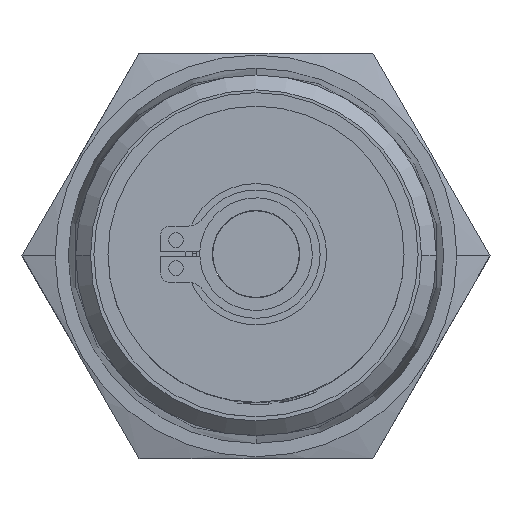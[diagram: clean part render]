
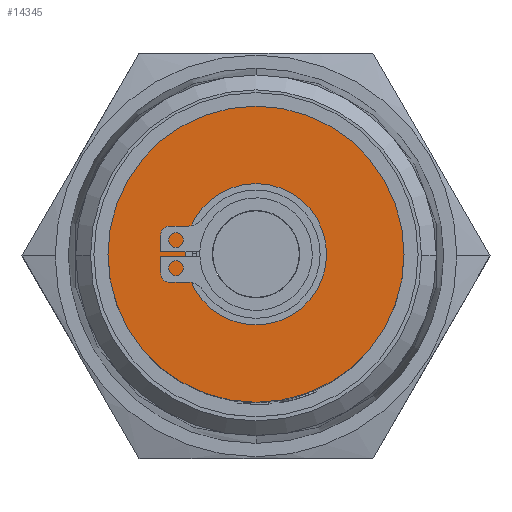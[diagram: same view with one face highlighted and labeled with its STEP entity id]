
A CAD part, top view. The second image highlights one B-rep face of the part: STEP entity #14345.
In plain terms, the highlighted planar face has unit normal (0, 0, 1).
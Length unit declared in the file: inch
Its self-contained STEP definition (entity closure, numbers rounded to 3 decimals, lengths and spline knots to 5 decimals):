
#178 = CARTESIAN_POINT ( 'NONE',  ( 0., -0.196, 2.5875 ) ) ;
#415 = AXIS2_PLACEMENT_3D ( 'NONE', #6566, #4118, #16071 ) ;
#510 = EDGE_CURVE ( 'NONE', #16423, #13140, #8254, .T. ) ;
#675 = CARTESIAN_POINT ( 'NONE',  ( 0., 0., 2.5875 ) ) ;
#907 = CARTESIAN_POINT ( 'NONE',  ( 0., 0., 2.5875 ) ) ;
#1138 = CARTESIAN_POINT ( 'NONE',  ( 0., 0.196, 2.5875 ) ) ;
#1737 = ORIENTED_EDGE ( 'NONE', *, *, #16388, .F. ) ;
#1861 = FACE_BOUND ( 'NONE', #8369, .T. ) ;
#3643 = CARTESIAN_POINT ( 'NONE',  ( 0., -0.411, 2.5875 ) ) ;
#3759 = AXIS2_PLACEMENT_3D ( 'NONE', #6502, #10390, #10295 ) ;
#4118 = DIRECTION ( 'NONE',  ( 0., 0., -1. ) ) ;
#4366 = CARTESIAN_POINT ( 'NONE',  ( 0.3035, 0., 2.5875 ) ) ;
#4411 = ORIENTED_EDGE ( 'NONE', *, *, #510, .T. ) ;
#5383 = EDGE_CURVE ( 'NONE', #13140, #16423, #8046, .T. ) ;
#5407 = VERTEX_POINT ( 'NONE', #16668 ) ;
#5573 = FACE_OUTER_BOUND ( 'NONE', #5809, .T. ) ;
#5662 = DIRECTION ( 'NONE',  ( 0., 0., 1. ) ) ;
#5809 = EDGE_LOOP ( 'NONE', ( #11666, #1737 ) ) ;
#6502 = CARTESIAN_POINT ( 'NONE',  ( 0., 0., 2.5875 ) ) ;
#6566 = CARTESIAN_POINT ( 'NONE',  ( 0., 0., 2.5875 ) ) ;
#6764 = AXIS2_PLACEMENT_3D ( 'NONE', #4366, #5662, #6973 ) ;
#6973 = DIRECTION ( 'NONE',  ( 0., -1., 0. ) ) ;
#7601 = CIRCLE ( 'NONE', #415, 0.411 ) ;
#7908 = CIRCLE ( 'NONE', #3759, 0.411 ) ;
#8046 = CIRCLE ( 'NONE', #15253, 0.196 ) ;
#8254 = CIRCLE ( 'NONE', #10476, 0.196 ) ;
#8369 = EDGE_LOOP ( 'NONE', ( #4411, #8953 ) ) ;
#8953 = ORIENTED_EDGE ( 'NONE', *, *, #5383, .T. ) ;
#10152 = DIRECTION ( 'NONE',  ( 0., 0., -1. ) ) ;
#10295 = DIRECTION ( 'NONE',  ( 0., 1., 0. ) ) ;
#10390 = DIRECTION ( 'NONE',  ( 0., 0., -1. ) ) ;
#10476 = AXIS2_PLACEMENT_3D ( 'NONE', #675, #12788, #11319 ) ;
#11319 = DIRECTION ( 'NONE',  ( 0., 1., 0. ) ) ;
#11666 = ORIENTED_EDGE ( 'NONE', *, *, #14478, .F. ) ;
#12788 = DIRECTION ( 'NONE',  ( 0., 0., -1. ) ) ;
#13140 = VERTEX_POINT ( 'NONE', #178 ) ;
#14345 = ADVANCED_FACE ( 'NONE', ( #1861, #5573 ), #16246, .T. ) ;
#14478 = EDGE_CURVE ( 'NONE', #5407, #16422, #7601, .T. ) ;
#15253 = AXIS2_PLACEMENT_3D ( 'NONE', #907, #10152, #15448 ) ;
#15448 = DIRECTION ( 'NONE',  ( 0., 1., 0. ) ) ;
#16071 = DIRECTION ( 'NONE',  ( 0., 1., 0. ) ) ;
#16246 = PLANE ( 'NONE',  #6764 ) ;
#16388 = EDGE_CURVE ( 'NONE', #16422, #5407, #7908, .T. ) ;
#16422 = VERTEX_POINT ( 'NONE', #3643 ) ;
#16423 = VERTEX_POINT ( 'NONE', #1138 ) ;
#16668 = CARTESIAN_POINT ( 'NONE',  ( 0., 0.411, 2.5875 ) ) ;
